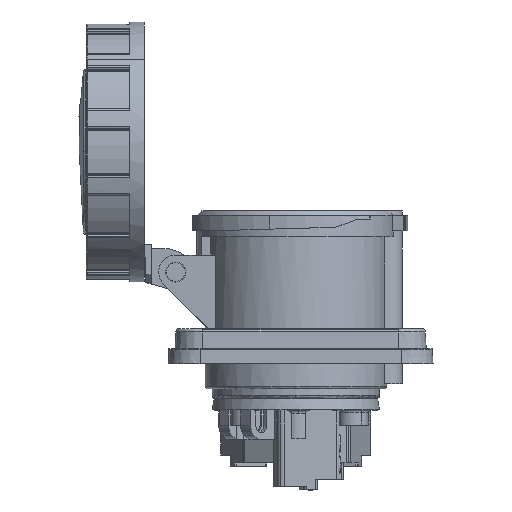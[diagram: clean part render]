
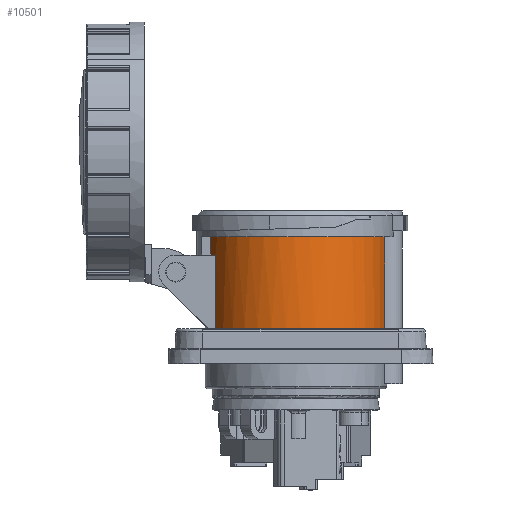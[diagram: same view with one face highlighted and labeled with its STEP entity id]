
A CAD part, left-side view. The second image highlights one B-rep face of the part: STEP entity #10501.
In plain terms, the highlighted cylindrical face has radius 38.5 mm (diameter 77 mm), a partial arc.
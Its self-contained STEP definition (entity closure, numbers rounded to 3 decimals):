
#658 = ORIENTED_EDGE ( 'NONE', *, *, #20122, .T. ) ;
#2620 = EDGE_CURVE ( 'NONE', #52793, #4273, #14847, .T. ) ;
#3747 = DIRECTION ( 'NONE',  ( 0., 0., -1. ) ) ;
#4273 = VERTEX_POINT ( 'NONE', #31965 ) ;
#6844 = AXIS2_PLACEMENT_3D ( 'NONE', #36072, #22624, #31099 ) ;
#8477 = AXIS2_PLACEMENT_3D ( 'NONE', #13709, #31565, #45300 ) ;
#10501 = ADVANCED_FACE ( 'NONE', ( #53777 ), #35091, .T. ) ;
#10779 = VERTEX_POINT ( 'NONE', #16589 ) ;
#12015 = DIRECTION ( 'NONE',  ( 0., 0., -1. ) ) ;
#12715 = DIRECTION ( 'NONE',  ( 0., 1., 0. ) ) ;
#12814 = LINE ( 'NONE', #21624, #44866 ) ;
#13709 = CARTESIAN_POINT ( 'NONE',  ( 0., 0., -36.874 ) ) ;
#14847 = CIRCLE ( 'NONE', #38257, 38.5 ) ;
#14979 = CARTESIAN_POINT ( 'NONE',  ( -7.987, -37.662, 0.376 ) ) ;
#16589 = CARTESIAN_POINT ( 'NONE',  ( -7.987, -37.662, -10.624 ) ) ;
#16977 = EDGE_LOOP ( 'NONE', ( #658, #29988, #40593, #31938, #33007, #39823 ) ) ;
#18531 = AXIS2_PLACEMENT_3D ( 'NONE', #42749, #12015, #43319 ) ;
#18552 = LINE ( 'NONE', #14979, #23766 ) ;
#20122 = EDGE_CURVE ( 'NONE', #24537, #52793, #26856, .T. ) ;
#21624 = CARTESIAN_POINT ( 'NONE',  ( -13., 36.239, -36.874 ) ) ;
#22624 = DIRECTION ( 'NONE',  ( 0., 0., 1. ) ) ;
#23611 = DIRECTION ( 'NONE',  ( 0., 0., -1. ) ) ;
#23664 = CIRCLE ( 'NONE', #6844, 38.5 ) ;
#23766 = VECTOR ( 'NONE', #36957, 1000. ) ;
#24537 = VERTEX_POINT ( 'NONE', #47707 ) ;
#25009 = EDGE_CURVE ( 'NONE', #27015, #32150, #12814, .T. ) ;
#26856 = LINE ( 'NONE', #27994, #47838 ) ;
#27015 = VERTEX_POINT ( 'NONE', #40203 ) ;
#27994 = CARTESIAN_POINT ( 'NONE',  ( -17.75, 34.164, -36.874 ) ) ;
#29988 = ORIENTED_EDGE ( 'NONE', *, *, #2620, .T. ) ;
#30285 = CARTESIAN_POINT ( 'NONE',  ( 0., 0., -49.624 ) ) ;
#31099 = DIRECTION ( 'NONE',  ( 0., 1., 0. ) ) ;
#31565 = DIRECTION ( 'NONE',  ( 0., 0., 1. ) ) ;
#31938 = ORIENTED_EDGE ( 'NONE', *, *, #46403, .T. ) ;
#31965 = CARTESIAN_POINT ( 'NONE',  ( -7.987, -37.662, -49.624 ) ) ;
#32150 = VERTEX_POINT ( 'NONE', #56140 ) ;
#33007 = ORIENTED_EDGE ( 'NONE', *, *, #25009, .T. ) ;
#35091 = CYLINDRICAL_SURFACE ( 'NONE', #8477, 38.5 ) ;
#36072 = CARTESIAN_POINT ( 'NONE',  ( 0., 0., -18.374 ) ) ;
#36957 = DIRECTION ( 'NONE',  ( 0., 0., -1. ) ) ;
#37330 = EDGE_CURVE ( 'NONE', #32150, #24537, #23664, .T. ) ;
#38257 = AXIS2_PLACEMENT_3D ( 'NONE', #30285, #53371, #12715 ) ;
#39823 = ORIENTED_EDGE ( 'NONE', *, *, #37330, .T. ) ;
#40203 = CARTESIAN_POINT ( 'NONE',  ( -13., 36.239, -10.624 ) ) ;
#40593 = ORIENTED_EDGE ( 'NONE', *, *, #53632, .F. ) ;
#42749 = CARTESIAN_POINT ( 'NONE',  ( 0., 0., -10.624 ) ) ;
#43319 = DIRECTION ( 'NONE',  ( 0., 1., 0. ) ) ;
#44866 = VECTOR ( 'NONE', #3747, 1000. ) ;
#45300 = DIRECTION ( 'NONE',  ( 0., 1., 0. ) ) ;
#46403 = EDGE_CURVE ( 'NONE', #10779, #27015, #46486, .T. ) ;
#46486 = CIRCLE ( 'NONE', #18531, 38.5 ) ;
#47707 = CARTESIAN_POINT ( 'NONE',  ( -17.75, 34.164, -18.374 ) ) ;
#47838 = VECTOR ( 'NONE', #23611, 1000. ) ;
#52793 = VERTEX_POINT ( 'NONE', #57347 ) ;
#53371 = DIRECTION ( 'NONE',  ( 0., 0., 1. ) ) ;
#53632 = EDGE_CURVE ( 'NONE', #10779, #4273, #18552, .T. ) ;
#53777 = FACE_OUTER_BOUND ( 'NONE', #16977, .T. ) ;
#56140 = CARTESIAN_POINT ( 'NONE',  ( -13., 36.239, -18.374 ) ) ;
#57347 = CARTESIAN_POINT ( 'NONE',  ( -17.75, 34.164, -49.624 ) ) ;
